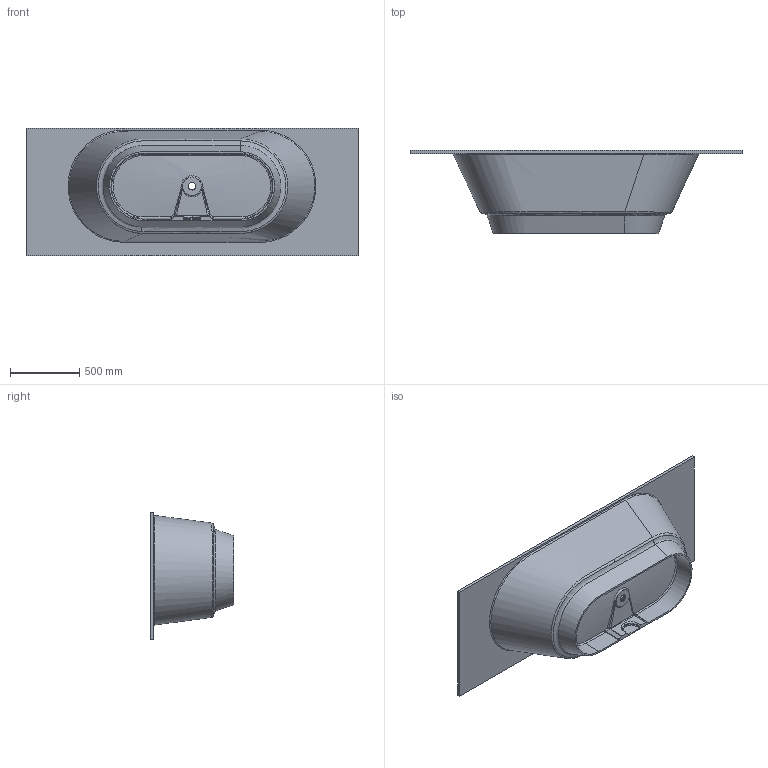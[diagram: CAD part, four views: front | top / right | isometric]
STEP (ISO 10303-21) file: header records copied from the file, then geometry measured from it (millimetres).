
FILE_DESCRIPTION (( 'STEP AP214' ), '1' );
FILE_NAME ('Layla SC.STEP', '2024-08-06T10:57:08', ( '' ), ( '' ), 'SwSTEP 2.0', 'SolidWorks 2020', '' );
FILE_SCHEMA (( 'AUTOMOTIVE_DESIGN' ));
Length unit declared in the file: millimetre
Products named in the file (1): Layla SC
Bounding box: 2400 x 600 x 920 mm (x, y, z)
Volume: 87461755.4 mm3; surface area: 7999047.2 mm2
Topology: 1 solids, 1 shells, 124 faces, 320 edges, 201 vertices
Faces by surface type: bspline 67, plane 28, cylinder 18, cone 4, sphere 4, torus 3
Entity records: 23116 total; most frequent: CARTESIAN_POINT 20619, ORIENTED_EDGE 640, DIRECTION 333, EDGE_CURVE 320, VERTEX_POINT 201, B_SPLINE_CURVE_WITH_KNOTS 159, EDGE_LOOP 131, AXIS2_PLACEMENT_3D 130
